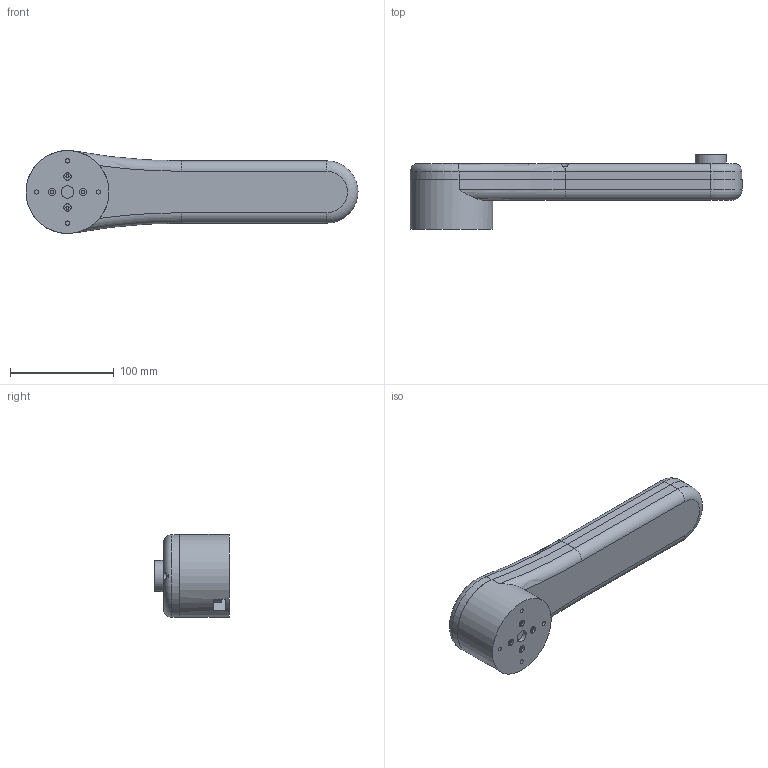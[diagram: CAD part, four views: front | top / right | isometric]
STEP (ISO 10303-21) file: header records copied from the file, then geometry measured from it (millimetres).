
FILE_DESCRIPTION(/* description */ (''),/* implementation_level */ '2;1');
FILE_NAME(/* name */ 'upper limb assembly.step',/* time_stamp */ '2021-09-26T16:02:24+06:00',/* author */ (''),/* organization */ (''),/* preprocessor_version */ 'ST-DEVELOPER v18.1',/* originating_system */ 'Autodesk Translation Framework v10.10.0.1391',/* authorisation */ '');
FILE_SCHEMA (('AUTOMOTIVE_DESIGN { 1 0 10303 214 3 1 1 }'));
Length unit declared in the file: millimetre
Products named in the file (11): upper limb assembly; upper limb v4; MAD5008IPE; GT2 15 Teeth motor upper limb; 15_45 pulley; encoder; encoder holder; knee joint 45T; upper limb cover v4; W_617_8; W_61706_2RZ
Assembly tree (13 placements, depth 2):
  upper limb assembly
    upper limb v4
    MAD5008IPE
    GT2 15 Teeth motor upper limb
    15_45 pulley
    W_617_8  x3
    W_61706_2RZ  x2
    encoder
    encoder holder
    knee joint 45T
    upper limb cover v4
Bounding box: 320 x 71.8 x 80 mm (x, y, z)
Volume: 513492.9 mm3; surface area: 179453.1 mm2
Topology: 116 solids, 116 shells, 2293 faces, 6194 edges, 4061 vertices
Faces by surface type: plane 1040, cylinder 857, cone 176, sphere 96, torus 80, bspline 44
Full cylindrical faces by diameter (mm): 0.66 x2, 1 x3, 1.05 x5, 1.5 x4, 1.6 x4, 1.674 x16, 1.7 x2, 2.1 x2, 2.3 x2, 2.7 x3, 2.95 x2, 3 x20, 3.4 x4, 3.962 x4, 4 x2, 4.1 x12, 5.791 x2, 6 x1, 7 x8, 8 x6, 9.05 x6, 10.5 x1, 10.9 x6, 11.8 x1, 12 x15, 12.6 x1, 13 x1, 13.02 x1, 13.4 x1, 14 x2
Entity records: 73621 total; most frequent: CARTESIAN_POINT 15742, DIRECTION 11981, ORIENTED_EDGE 11526, EDGE_CURVE 5763, AXIS2_PLACEMENT_3D 4406, VERTEX_POINT 3828, LINE 3169, VECTOR 3169
